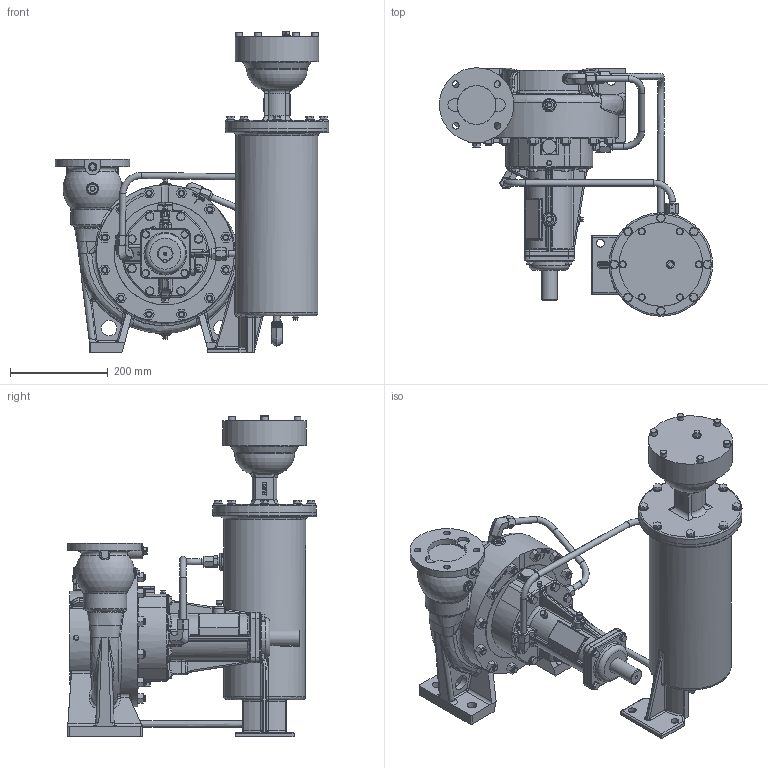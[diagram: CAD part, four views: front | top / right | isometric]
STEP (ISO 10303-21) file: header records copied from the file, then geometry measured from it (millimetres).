
FILE_DESCRIPTION(/* description */ ('Unknown'),/* implementation_level */ '2;1');
FILE_NAME(/* name */ '19196',/* time_stamp */ '2026-01-29T07:56:09-05:00',/* author */ ('KMW'),/* organization */ ('The Gorman-Rupp Company'),/* preprocessor_version */ 'ST-DEVELOPER v16.7',/* originating_system */ 'DEX',/* authorisation */ $);
FILE_SCHEMA (('CONFIG_CONTROL_DESIGN'));
Length unit declared in the file: inch
Products named in the file (1): 19196
Bounding box: 559.56 x 509.03 x 659.13 mm (x, y, z)
Volume: 47509.3 mm3; surface area: 1134608.4 mm2
Topology: 8 solids, 34 shells, 2583 faces, 6098 edges, 3666 vertices
Faces by surface type: plane 1022, cylinder 632, bspline 461, torus 208, cone 166, sphere 94
Full cylindrical faces by diameter (mm): 3.048 x1, 7.938 x4, 8.166 x4, 8.738 x2, 9.525 x8, 9.779 x16, 10.922 x3, 12.7 x20, 12.954 x4, 13.492 x12, 14.122 x6, 14.224 x2, 14.275 x2, 14.884 x4, 15.875 x2, 15.905 x3, 16.789 x1, 17.145 x3, 17.272 x2, 17.348 x16, 17.399 x2, 17.462 x7, 19.05 x5, 21.336 x1, 22.352 x2, 28.448 x1, 31.712 x1, 31.75 x2, 34.925 x1, 79.248 x1
Entity records: 106446 total; most frequent: CARTESIAN_POINT 33820, ORIENTED_EDGE 11217, DIRECTION 10793, EDGE_CURVE 5610, AXIS2_PLACEMENT_3D 4194, VERTEX_POINT 3561, FACE_BOUND 3114, EDGE_LOOP 3109
